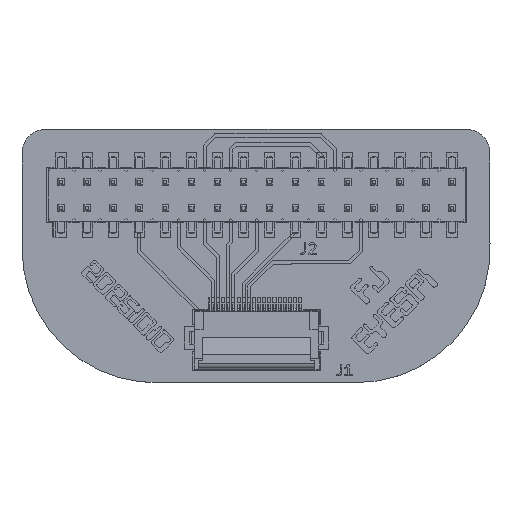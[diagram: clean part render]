
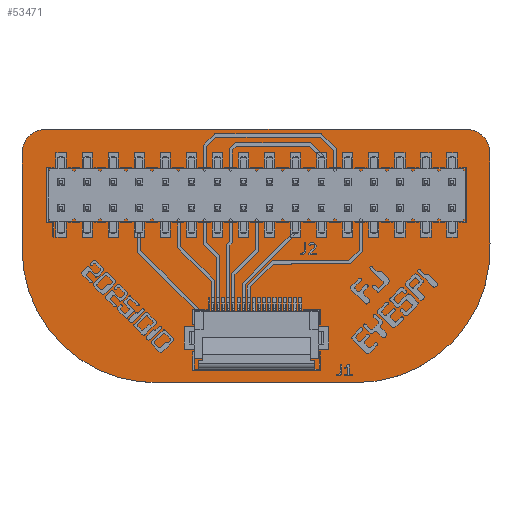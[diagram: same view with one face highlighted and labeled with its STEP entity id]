
A CAD part, top view. The second image highlights one B-rep face of the part: STEP entity #53471.
In plain terms, the highlighted planar face has unit normal (0, 0, 1).
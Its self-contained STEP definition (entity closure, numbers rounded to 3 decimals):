
#53206 = VERTEX_POINT('',#53207);
#53207 = CARTESIAN_POINT('',(20.497,12.345,1.51));
#53213 = EDGE_CURVE('',#53206,#53214,#53216,.T.);
#53214 = VERTEX_POINT('',#53215);
#53215 = CARTESIAN_POINT('',(22.797,10.045,1.51));
#53216 = CIRCLE('',#53217,2.3);
#53217 = AXIS2_PLACEMENT_3D('',#53218,#53219,#53220);
#53218 = CARTESIAN_POINT('',(20.497,10.045,1.51));
#53219 = DIRECTION('',(0.,0.,-1.));
#53220 = DIRECTION('',(0.,1.,0.));
#53246 = EDGE_CURVE('',#53214,#53247,#53249,.T.);
#53247 = VERTEX_POINT('',#53248);
#53248 = CARTESIAN_POINT('',(22.801,1.23,1.51));
#53249 = LINE('',#53250,#53251);
#53250 = CARTESIAN_POINT('',(22.797,10.045,1.51));
#53251 = VECTOR('',#53252,1.);
#53252 = DIRECTION('',(0.,-1.,0.));
#53277 = EDGE_CURVE('',#53247,#53278,#53280,.T.);
#53278 = VERTEX_POINT('',#53279);
#53279 = CARTESIAN_POINT('',(9.801,-12.339,1.51));
#53280 = CIRCLE('',#53281,13.012);
#53281 = AXIS2_PLACEMENT_3D('',#53282,#53283,#53284);
#53282 = CARTESIAN_POINT('',(9.801,0.673,1.51));
#53283 = DIRECTION('',(0.,0.,-1.));
#53284 = DIRECTION('',(0.999,0.043,0.));
#53310 = EDGE_CURVE('',#53278,#53311,#53313,.T.);
#53311 = VERTEX_POINT('',#53312);
#53312 = CARTESIAN_POINT('',(-9.244,-12.333,1.51));
#53313 = LINE('',#53314,#53315);
#53314 = CARTESIAN_POINT('',(9.801,-12.339,1.51));
#53315 = VECTOR('',#53316,1.);
#53316 = DIRECTION('',(-1.,0.,0.));
#53341 = EDGE_CURVE('',#53311,#53342,#53344,.T.);
#53342 = VERTEX_POINT('',#53343);
#53343 = CARTESIAN_POINT('',(-22.813,0.652,1.51));
#53344 = CIRCLE('',#53345,13.012);
#53345 = AXIS2_PLACEMENT_3D('',#53346,#53347,#53348);
#53346 = CARTESIAN_POINT('',(-9.801,0.667,1.51));
#53347 = DIRECTION('',(0.,0.,-1.));
#53348 = DIRECTION('',(0.043,-0.999,0.));
#53374 = EDGE_CURVE('',#53342,#53375,#53377,.T.);
#53375 = VERTEX_POINT('',#53376);
#53376 = CARTESIAN_POINT('',(-22.813,10.045,1.51));
#53377 = LINE('',#53378,#53379);
#53378 = CARTESIAN_POINT('',(-22.813,0.652,1.51));
#53379 = VECTOR('',#53380,1.);
#53380 = DIRECTION('',(0.,1.,0.));
#53405 = EDGE_CURVE('',#53375,#53406,#53408,.T.);
#53406 = VERTEX_POINT('',#53407);
#53407 = CARTESIAN_POINT('',(-20.513,12.345,1.51));
#53408 = CIRCLE('',#53409,2.3);
#53409 = AXIS2_PLACEMENT_3D('',#53410,#53411,#53412);
#53410 = CARTESIAN_POINT('',(-20.513,10.045,1.51));
#53411 = DIRECTION('',(0.,0.,-1.));
#53412 = DIRECTION('',(-1.,0.,-0.));
#53438 = EDGE_CURVE('',#53406,#53206,#53439,.T.);
#53439 = LINE('',#53440,#53441);
#53440 = CARTESIAN_POINT('',(-20.513,12.345,1.51));
#53441 = VECTOR('',#53442,1.);
#53442 = DIRECTION('',(1.,0.,0.));
#53471 = ADVANCED_FACE('',(#53472),#53482,.T.);
#53472 = FACE_BOUND('',#53473,.F.);
#53473 = EDGE_LOOP('',(#53474,#53475,#53476,#53477,#53478,#53479,#53480,
    #53481));
#53474 = ORIENTED_EDGE('',*,*,#53213,.T.);
#53475 = ORIENTED_EDGE('',*,*,#53246,.T.);
#53476 = ORIENTED_EDGE('',*,*,#53277,.T.);
#53477 = ORIENTED_EDGE('',*,*,#53310,.T.);
#53478 = ORIENTED_EDGE('',*,*,#53341,.T.);
#53479 = ORIENTED_EDGE('',*,*,#53374,.T.);
#53480 = ORIENTED_EDGE('',*,*,#53405,.T.);
#53481 = ORIENTED_EDGE('',*,*,#53438,.T.);
#53482 = PLANE('',#53483);
#53483 = AXIS2_PLACEMENT_3D('',#53484,#53485,#53486);
#53484 = CARTESIAN_POINT('',(0.,0.,1.51));
#53485 = DIRECTION('',(0.,0.,1.));
#53486 = DIRECTION('',(1.,0.,-0.));
